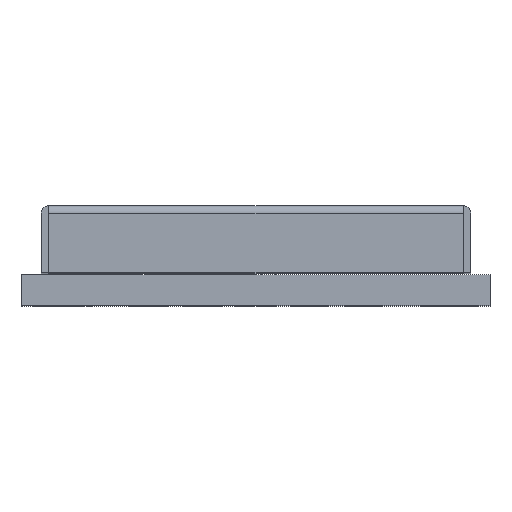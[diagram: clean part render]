
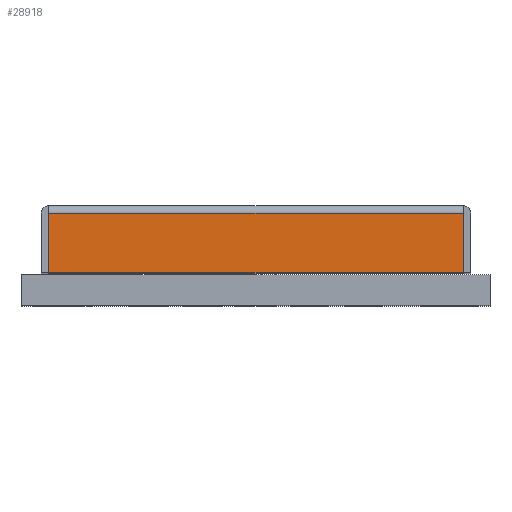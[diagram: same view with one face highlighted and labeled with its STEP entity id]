
A CAD part, top view. The second image highlights one B-rep face of the part: STEP entity #28918.
In plain terms, the highlighted planar face has unit normal (0, 0, 1).
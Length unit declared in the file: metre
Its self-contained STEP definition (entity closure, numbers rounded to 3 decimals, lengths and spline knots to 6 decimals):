
#7929=ORIENTED_EDGE('',*,*,#12749,.T.);
#7930=ORIENTED_EDGE('',*,*,#12747,.T.);
#7931=ORIENTED_EDGE('',*,*,#12752,.T.);
#7932=ORIENTED_EDGE('',*,*,#12750,.T.);
#12747=EDGE_CURVE('',#15322,#15323,#19091,.T.);
#12749=EDGE_CURVE('',#15324,#15322,#19093,.T.);
#12750=EDGE_CURVE('',#15325,#15324,#19094,.T.);
#12752=EDGE_CURVE('',#15323,#15325,#19095,.T.);
#15322=VERTEX_POINT('',#51599);
#15323=VERTEX_POINT('',#51601);
#15324=VERTEX_POINT('',#51605);
#15325=VERTEX_POINT('',#51609);
#19091=LINE('',#51602,#22862);
#19093=LINE('',#51606,#22864);
#19094=LINE('',#51608,#22865);
#19095=LINE('',#51612,#22866);
#22862=VECTOR('',#43205,1.);
#22864=VECTOR('',#43209,1.);
#22865=VECTOR('',#43212,1.);
#22866=VECTOR('',#43217,1.);
#24400=EDGE_LOOP('',(#7929,#7930,#7931,#7932));
#26014=FACE_BOUND('',#24400,.T.);
#27465=PLANE('',#36526);
#28918=ADVANCED_FACE('',(#26014),#27465,.T.);
#36526=AXIS2_PLACEMENT_3D('',#51611,#43215,#43216);
#43205=DIRECTION('',(0.,1.,0.));
#43209=DIRECTION('',(1.,0.,0.));
#43212=DIRECTION('',(0.,-1.,0.));
#43215=DIRECTION('',(0.,0.,1.));
#43216=DIRECTION('',(-1.,0.,0.));
#43217=DIRECTION('',(-1.,0.,0.));
#51599=CARTESIAN_POINT('',(0.0054,0.00085,0.0075));
#51601=CARTESIAN_POINT('',(0.0054,0.0024,0.0075));
#51602=CARTESIAN_POINT('',(0.0054,0.00085,0.0075));
#51605=CARTESIAN_POINT('',(-0.0054,0.00085,0.0075));
#51606=CARTESIAN_POINT('',(-0.0054,0.00085,0.0075));
#51608=CARTESIAN_POINT('',(-0.0054,0.0024,0.0075));
#51609=CARTESIAN_POINT('',(-0.0054,0.0024,0.0075));
#51611=CARTESIAN_POINT('',(-0.0054,0.0026,0.0075));
#51612=CARTESIAN_POINT('',(0.0054,0.0024,0.0075));
